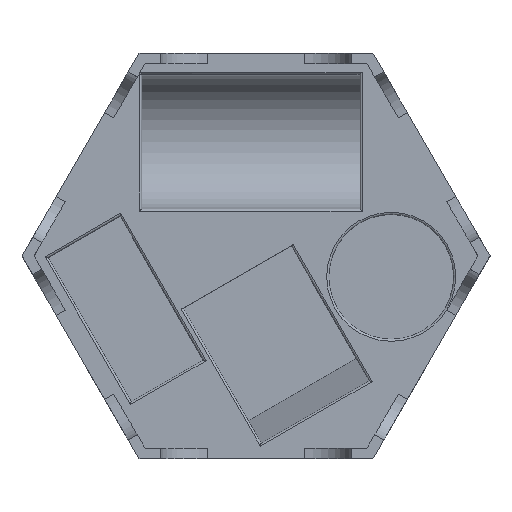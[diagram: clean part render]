
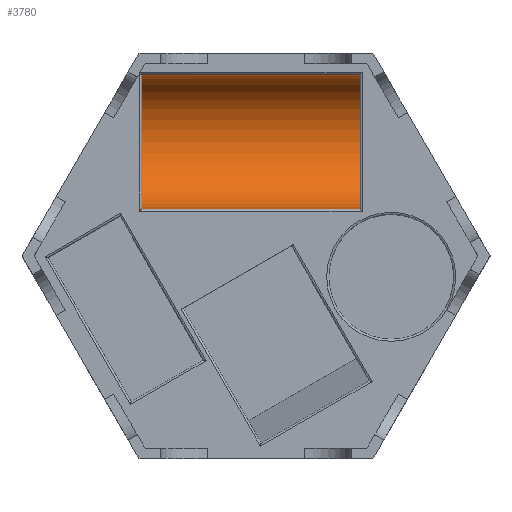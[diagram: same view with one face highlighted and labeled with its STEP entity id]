
A CAD part, top view. The second image highlights one B-rep face of the part: STEP entity #3780.
In plain terms, the highlighted cylindrical face has radius 13 mm (diameter 26 mm), a partial arc.
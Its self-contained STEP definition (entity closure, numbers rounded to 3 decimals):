
#2130 = VERTEX_POINT('',#2131);
#2131 = CARTESIAN_POINT('',(-22.001,9.029,
    13.127));
#2138 = EDGE_CURVE('',#2130,#2139,#2141,.T.);
#2139 = VERTEX_POINT('',#2140);
#2140 = CARTESIAN_POINT('',(-22.,9.031,13.1));
#2141 = B_SPLINE_CURVE_WITH_KNOTS('',3,(#2142,#2143,#2144,#2145,#2146,
    #2147),.UNSPECIFIED.,.F.,.F.,(4,1,1,4),(0.,0.383,
    0.8,1.),.UNSPECIFIED.);
#2142 = CARTESIAN_POINT('',(-22.001,9.029,
    13.127));
#2143 = CARTESIAN_POINT('',(-22.001,9.03,13.123
    ));
#2144 = CARTESIAN_POINT('',(-22.,9.03,
    13.116));
#2145 = CARTESIAN_POINT('',(-22.,9.031,
    13.107));
#2146 = CARTESIAN_POINT('',(-22.,9.031,13.102));
#2147 = CARTESIAN_POINT('',(-22.,9.031,13.1));
#2150 = VERTEX_POINT('',#2151);
#2151 = CARTESIAN_POINT('',(-22.,34.969,13.1));
#2184 = VERTEX_POINT('',#2185);
#2185 = CARTESIAN_POINT('',(20.001,9.029,
    13.127));
#2192 = EDGE_CURVE('',#2184,#2130,#2193,.T.);
#2193 = LINE('',#2194,#2195);
#2194 = CARTESIAN_POINT('',(20.,9.029,13.127));
#2195 = VECTOR('',#2196,1.);
#2196 = DIRECTION('',(-1.,0.,0.));
#2211 = VERTEX_POINT('',#2212);
#2212 = CARTESIAN_POINT('',(-22.,34.971,13.127));
#2229 = EDGE_CURVE('',#2150,#2211,#2230,.T.);
#2230 = B_SPLINE_CURVE_WITH_KNOTS('',3,(#2231,#2232,#2233,#2234,#2235,
    #2236,#2237,#2238,#2239,#2240),.UNSPECIFIED.,.F.,.F.,(4,2,2,2,4),(0.
    ,0.25,0.5,0.75,1.),.UNSPECIFIED.);
#2231 = CARTESIAN_POINT('',(-22.,34.969,13.1));
#2232 = CARTESIAN_POINT('',(-22.,34.969,13.102));
#2233 = CARTESIAN_POINT('',(-22.,34.969,13.104));
#2234 = CARTESIAN_POINT('',(-22.,34.969,13.109));
#2235 = CARTESIAN_POINT('',(-22.,34.97,13.111));
#2236 = CARTESIAN_POINT('',(-22.,34.97,13.116));
#2237 = CARTESIAN_POINT('',(-22.,34.97,13.118));
#2238 = CARTESIAN_POINT('',(-22.,34.97,13.122));
#2239 = CARTESIAN_POINT('',(-22.,34.97,13.125));
#2240 = CARTESIAN_POINT('',(-22.,34.971,13.127));
#2387 = EDGE_CURVE('',#2184,#2388,#2390,.T.);
#2388 = VERTEX_POINT('',#2389);
#2389 = CARTESIAN_POINT('',(20.,9.031,13.1));
#2390 = B_SPLINE_CURVE_WITH_KNOTS('',3,(#2391,#2392,#2393,#2394,#2395,
    #2396),.UNSPECIFIED.,.F.,.F.,(4,1,1,4),(0.,0.383,
    0.8,1.),.UNSPECIFIED.);
#2391 = CARTESIAN_POINT('',(20.001,9.029,
    13.127));
#2392 = CARTESIAN_POINT('',(20.001,9.03,13.123
    ));
#2393 = CARTESIAN_POINT('',(20.,9.03,
    13.116));
#2394 = CARTESIAN_POINT('',(20.,9.031,
    13.107));
#2395 = CARTESIAN_POINT('',(20.,9.031,13.102));
#2396 = CARTESIAN_POINT('',(20.,9.031,13.1));
#2399 = VERTEX_POINT('',#2400);
#2400 = CARTESIAN_POINT('',(20.,34.969,13.1));
#2406 = EDGE_CURVE('',#2407,#2399,#2409,.T.);
#2407 = VERTEX_POINT('',#2408);
#2408 = CARTESIAN_POINT('',(20.001,34.971,
    13.127));
#2409 = B_SPLINE_CURVE_WITH_KNOTS('',4,(#2410,#2411,#2412,#2413,#2414),
  .UNSPECIFIED.,.F.,.F.,(5,5),(0.,1.),.PIECEWISE_BEZIER_KNOTS.);
#2410 = CARTESIAN_POINT('',(20.001,34.971,
    13.127));
#2411 = CARTESIAN_POINT('',(20.,34.97,
    13.12));
#2412 = CARTESIAN_POINT('',(20.,34.97,
    13.113));
#2413 = CARTESIAN_POINT('',(20.,34.969,13.107));
#2414 = CARTESIAN_POINT('',(20.,34.969,13.1));
#2433 = EDGE_CURVE('',#2407,#2211,#2434,.T.);
#2434 = LINE('',#2435,#2436);
#2435 = CARTESIAN_POINT('',(20.,34.971,13.127));
#2436 = VECTOR('',#2437,1.);
#2437 = DIRECTION('',(-1.,0.,0.));
#3780 = ADVANCED_FACE('',(#3781),#3803,.F.);
#3781 = FACE_BOUND('',#3782,.T.);
#3782 = EDGE_LOOP('',(#3783,#3790,#3791,#3792,#3793,#3800,#3801,#3802));
#3783 = ORIENTED_EDGE('',*,*,#3784,.F.);
#3784 = EDGE_CURVE('',#2139,#2150,#3785,.T.);
#3785 = CIRCLE('',#3786,13.);
#3786 = AXIS2_PLACEMENT_3D('',#3787,#3788,#3789);
#3787 = CARTESIAN_POINT('',(-22.,22.,14.));
#3788 = DIRECTION('',(1.,0.,0.));
#3789 = DIRECTION('',(0.,1.,0.));
#3790 = ORIENTED_EDGE('',*,*,#2138,.F.);
#3791 = ORIENTED_EDGE('',*,*,#2192,.F.);
#3792 = ORIENTED_EDGE('',*,*,#2387,.T.);
#3793 = ORIENTED_EDGE('',*,*,#3794,.T.);
#3794 = EDGE_CURVE('',#2388,#2399,#3795,.T.);
#3795 = CIRCLE('',#3796,13.);
#3796 = AXIS2_PLACEMENT_3D('',#3797,#3798,#3799);
#3797 = CARTESIAN_POINT('',(20.,22.,14.));
#3798 = DIRECTION('',(1.,0.,0.));
#3799 = DIRECTION('',(0.,1.,0.));
#3800 = ORIENTED_EDGE('',*,*,#2406,.F.);
#3801 = ORIENTED_EDGE('',*,*,#2433,.T.);
#3802 = ORIENTED_EDGE('',*,*,#2229,.F.);
#3803 = CYLINDRICAL_SURFACE('',#3804,13.);
#3804 = AXIS2_PLACEMENT_3D('',#3805,#3806,#3807);
#3805 = CARTESIAN_POINT('',(-22.,22.,14.));
#3806 = DIRECTION('',(-1.,0.,0.));
#3807 = DIRECTION('',(0.,1.,0.));
